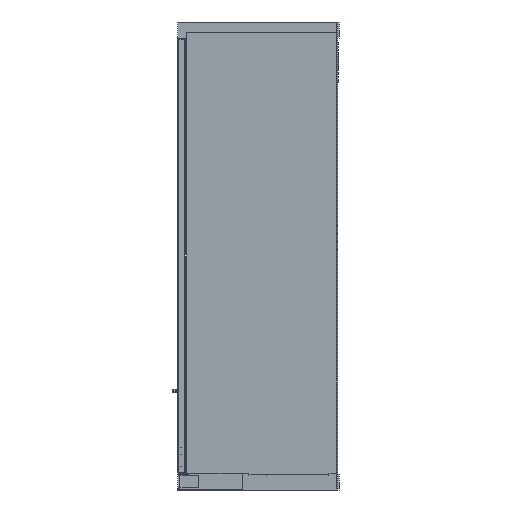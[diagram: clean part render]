
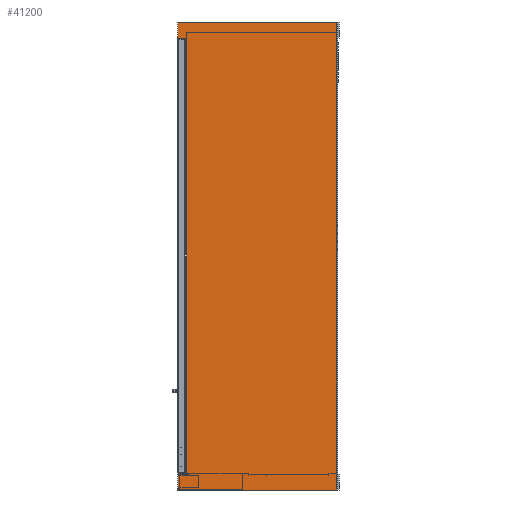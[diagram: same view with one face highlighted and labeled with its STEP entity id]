
A CAD part, left-side view. The second image highlights one B-rep face of the part: STEP entity #41200.
In plain terms, the highlighted planar face has unit normal (-1, 0, 0).
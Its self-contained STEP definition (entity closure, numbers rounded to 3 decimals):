
#60 = CARTESIAN_POINT ( 'NONE',  ( -270., 380., 545. ) ) ;
#437 = ORIENTED_EDGE ( 'NONE', *, *, #53869, .F. ) ;
#661 = VECTOR ( 'NONE', #72733, 1000. ) ;
#1642 = CARTESIAN_POINT ( 'NONE',  ( -270., 377.5, -543. ) ) ;
#2083 = CARTESIAN_POINT ( 'NONE',  ( -270., 400., -545. ) ) ;
#3945 = VERTEX_POINT ( 'NONE', #14228 ) ;
#6246 = VERTEX_POINT ( 'NONE', #37494 ) ;
#6744 = VERTEX_POINT ( 'NONE', #17365 ) ;
#9133 = CARTESIAN_POINT ( 'NONE',  ( -270., 400., -585. ) ) ;
#10837 = DIRECTION ( 'NONE',  ( 0., 0., 1. ) ) ;
#14228 = CARTESIAN_POINT ( 'NONE',  ( -270., 380., -545. ) ) ;
#16390 = DIRECTION ( 'NONE',  ( -1., 0., 0. ) ) ;
#16688 = DIRECTION ( 'NONE',  ( 0., -1., 0. ) ) ;
#17365 = CARTESIAN_POINT ( 'NONE',  ( -270., 400., 545. ) ) ;
#18962 = ORIENTED_EDGE ( 'NONE', *, *, #49540, .T. ) ;
#20244 = ORIENTED_EDGE ( 'NONE', *, *, #76473, .F. ) ;
#20347 = CARTESIAN_POINT ( 'NONE',  ( -270., 400., -585. ) ) ;
#22548 = LINE ( 'NONE', #56990, #661 ) ;
#23371 = PLANE ( 'NONE',  #81244 ) ;
#26096 = CARTESIAN_POINT ( 'NONE',  ( -270., 400., 585. ) ) ;
#26829 = CARTESIAN_POINT ( 'NONE',  ( -270., 380., 543. ) ) ;
#27118 = DIRECTION ( 'NONE',  ( 0., 1., 0. ) ) ;
#28403 = VECTOR ( 'NONE', #16688, 1000. ) ;
#28594 = VECTOR ( 'NONE', #86699, 1000. ) ;
#31596 = EDGE_CURVE ( 'NONE', #6744, #82628, #72418, .T. ) ;
#33841 = VECTOR ( 'NONE', #55202, 1000. ) ;
#34308 = EDGE_LOOP ( 'NONE', ( #63517, #71860, #39597, #76413, #34751, #18962, #80327, #20244, #46962, #74347, #62869, #437 ) ) ;
#34751 = ORIENTED_EDGE ( 'NONE', *, *, #47001, .F. ) ;
#36204 = DIRECTION ( 'NONE',  ( 0., -1., 0. ) ) ;
#37494 = CARTESIAN_POINT ( 'NONE',  ( -270., 380., -543. ) ) ;
#37523 = DIRECTION ( 'NONE',  ( 0., -1., 0. ) ) ;
#37653 = LINE ( 'NONE', #52058, #28403 ) ;
#39597 = ORIENTED_EDGE ( 'NONE', *, *, #62153, .T. ) ;
#40355 = EDGE_CURVE ( 'NONE', #3945, #6246, #54116, .T. ) ;
#41200 = ADVANCED_FACE ( 'NONE', ( #66602 ), #23371, .T. ) ;
#41520 = CARTESIAN_POINT ( 'NONE',  ( -270., 380., 543. ) ) ;
#42378 = VECTOR ( 'NONE', #36204, 1000. ) ;
#42762 = LINE ( 'NONE', #57653, #43701 ) ;
#43701 = VECTOR ( 'NONE', #27118, 1000. ) ;
#45615 = VERTEX_POINT ( 'NONE', #76726 ) ;
#46500 = VECTOR ( 'NONE', #66216, 1000. ) ;
#46962 = ORIENTED_EDGE ( 'NONE', *, *, #59866, .F. ) ;
#47001 = EDGE_CURVE ( 'NONE', #69590, #3945, #37653, .T. ) ;
#47326 = LINE ( 'NONE', #60821, #77861 ) ;
#47479 = CARTESIAN_POINT ( 'NONE',  ( -270., 2.5, 585. ) ) ;
#49540 = EDGE_CURVE ( 'NONE', #69590, #68920, #80161, .T. ) ;
#50941 = CARTESIAN_POINT ( 'NONE',  ( -270., 2.5, -585. ) ) ;
#51134 = CARTESIAN_POINT ( 'NONE',  ( -270., 400., -545. ) ) ;
#52058 = CARTESIAN_POINT ( 'NONE',  ( -270., 400., -545. ) ) ;
#53737 = DIRECTION ( 'NONE',  ( 0., 1., 0. ) ) ;
#53869 = EDGE_CURVE ( 'NONE', #75085, #82628, #62615, .T. ) ;
#54116 = LINE ( 'NONE', #88478, #65414 ) ;
#55202 = DIRECTION ( 'NONE',  ( 0., 0., 1. ) ) ;
#56990 = CARTESIAN_POINT ( 'NONE',  ( -270., 2.5, 585. ) ) ;
#57653 = CARTESIAN_POINT ( 'NONE',  ( -270., 377.5, -543. ) ) ;
#59866 = EDGE_CURVE ( 'NONE', #45615, #91913, #73650, .T. ) ;
#60821 = CARTESIAN_POINT ( 'NONE',  ( -270., 400., 585. ) ) ;
#61245 = CARTESIAN_POINT ( 'NONE',  ( -270., 377.5, -543. ) ) ;
#62153 = EDGE_CURVE ( 'NONE', #78325, #6246, #42762, .T. ) ;
#62188 = DIRECTION ( 'NONE',  ( 0., 0., -1. ) ) ;
#62615 = LINE ( 'NONE', #26829, #33841 ) ;
#62869 = ORIENTED_EDGE ( 'NONE', *, *, #31596, .T. ) ;
#63517 = ORIENTED_EDGE ( 'NONE', *, *, #73574, .F. ) ;
#65414 = VECTOR ( 'NONE', #10837, 1000. ) ;
#65844 = VERTEX_POINT ( 'NONE', #75319 ) ;
#66144 = DIRECTION ( 'NONE',  ( 0., 0., 1. ) ) ;
#66216 = DIRECTION ( 'NONE',  ( 0., -1., 0. ) ) ;
#66602 = FACE_OUTER_BOUND ( 'NONE', #34308, .T. ) ;
#68195 = LINE ( 'NONE', #61245, #85716 ) ;
#68681 = VECTOR ( 'NONE', #53737, 1000. ) ;
#68920 = VERTEX_POINT ( 'NONE', #20347 ) ;
#69590 = VERTEX_POINT ( 'NONE', #51134 ) ;
#71860 = ORIENTED_EDGE ( 'NONE', *, *, #79342, .F. ) ;
#72418 = LINE ( 'NONE', #85007, #42378 ) ;
#72733 = DIRECTION ( 'NONE',  ( 0., 0., -1. ) ) ;
#73182 = EDGE_CURVE ( 'NONE', #45615, #6744, #47326, .T. ) ;
#73574 = EDGE_CURVE ( 'NONE', #65844, #75085, #82996, .T. ) ;
#73650 = LINE ( 'NONE', #26096, #46500 ) ;
#74347 = ORIENTED_EDGE ( 'NONE', *, *, #73182, .T. ) ;
#75085 = VERTEX_POINT ( 'NONE', #41520 ) ;
#75319 = CARTESIAN_POINT ( 'NONE',  ( -270., 377.5, 543. ) ) ;
#75922 = EDGE_CURVE ( 'NONE', #68920, #81813, #90108, .T. ) ;
#76413 = ORIENTED_EDGE ( 'NONE', *, *, #40355, .F. ) ;
#76473 = EDGE_CURVE ( 'NONE', #91913, #81813, #22548, .T. ) ;
#76726 = CARTESIAN_POINT ( 'NONE',  ( -270., 400., 585. ) ) ;
#77861 = VECTOR ( 'NONE', #62188, 1000. ) ;
#78325 = VERTEX_POINT ( 'NONE', #1642 ) ;
#79342 = EDGE_CURVE ( 'NONE', #78325, #65844, #68195, .T. ) ;
#80091 = CARTESIAN_POINT ( 'NONE',  ( -270., 400., 585. ) ) ;
#80161 = LINE ( 'NONE', #2083, #28594 ) ;
#80327 = ORIENTED_EDGE ( 'NONE', *, *, #75922, .T. ) ;
#80722 = VECTOR ( 'NONE', #37523, 1000. ) ;
#81244 = AXIS2_PLACEMENT_3D ( 'NONE', #80091, #16390, #66144 ) ;
#81813 = VERTEX_POINT ( 'NONE', #50941 ) ;
#82628 = VERTEX_POINT ( 'NONE', #60 ) ;
#82996 = LINE ( 'NONE', #89514, #68681 ) ;
#85007 = CARTESIAN_POINT ( 'NONE',  ( -270., 400., 545. ) ) ;
#85716 = VECTOR ( 'NONE', #90041, 1000. ) ;
#86699 = DIRECTION ( 'NONE',  ( 0., 0., -1. ) ) ;
#88478 = CARTESIAN_POINT ( 'NONE',  ( -270., 380., -545. ) ) ;
#89514 = CARTESIAN_POINT ( 'NONE',  ( -270., 377.5, 543. ) ) ;
#90041 = DIRECTION ( 'NONE',  ( 0., 0., 1. ) ) ;
#90108 = LINE ( 'NONE', #9133, #80722 ) ;
#91913 = VERTEX_POINT ( 'NONE', #47479 ) ;
